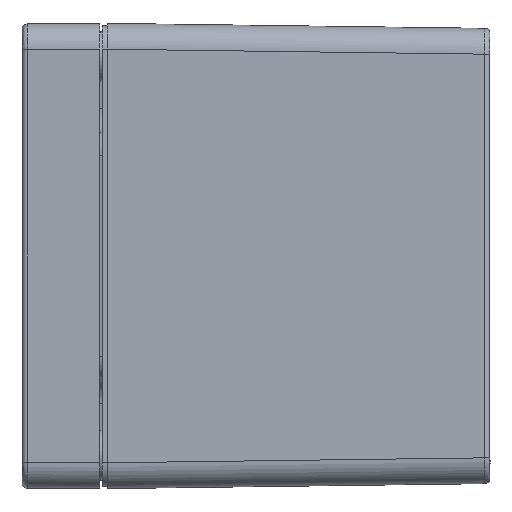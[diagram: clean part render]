
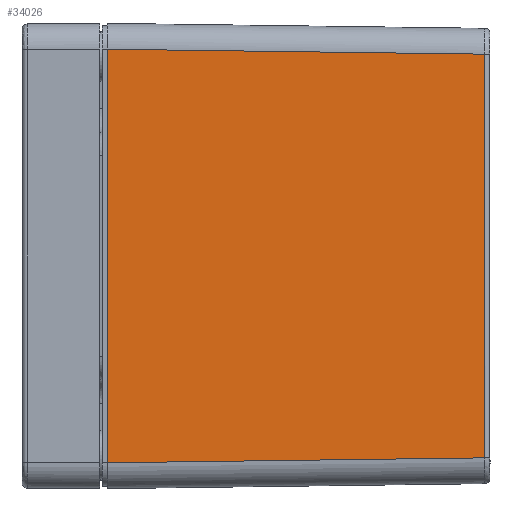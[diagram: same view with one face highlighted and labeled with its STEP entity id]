
A CAD part, left-side view. The second image highlights one B-rep face of the part: STEP entity #34026.
In plain terms, the highlighted planar face has unit normal (-1, -0.013, 0).
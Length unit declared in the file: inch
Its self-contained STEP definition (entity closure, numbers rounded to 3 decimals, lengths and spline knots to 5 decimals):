
#775 = VERTEX_POINT ( 'NONE', #4502 ) ;
#3079 = CARTESIAN_POINT ( 'NONE',  ( -0.50043, -0.03937, -0.47743 ) ) ;
#3611 = ORIENTED_EDGE ( 'NONE', *, *, #36573, .F. ) ;
#4502 = CARTESIAN_POINT ( 'NONE',  ( -0.50043, -0.03937, 2.86853 ) ) ;
#5165 = ORIENTED_EDGE ( 'NONE', *, *, #19748, .T. ) ;
#5215 = CARTESIAN_POINT ( 'NONE',  ( -0.4628, -2.9139, 2.8309 ) ) ;
#14550 = VECTOR ( 'NONE', #37666, 39.37008 ) ;
#16915 = LINE ( 'NONE', #29465, #14550 ) ;
#17028 = AXIS2_PLACEMENT_3D ( 'NONE', #30528, #25934, #49236 ) ;
#19748 = EDGE_CURVE ( 'NONE', #775, #30182, #50275, .T. ) ;
#22350 = PLANE ( 'NONE',  #17028 ) ;
#24792 = EDGE_CURVE ( 'NONE', #50333, #775, #32250, .T. ) ;
#25934 = DIRECTION ( 'NONE',  ( -1., -0.013, 0. ) ) ;
#27208 = EDGE_LOOP ( 'NONE', ( #3611, #48503, #5165, #32678 ) ) ;
#29465 = CARTESIAN_POINT ( 'NONE',  ( -0.4628, -2.9139, 0.4084 ) ) ;
#29573 = VECTOR ( 'NONE', #47878, 39.37008 ) ;
#30182 = VERTEX_POINT ( 'NONE', #35682 ) ;
#30528 = CARTESIAN_POINT ( 'NONE',  ( -0.50095, 0., -0.47743 ) ) ;
#32250 = LINE ( 'NONE', #48127, #29573 ) ;
#32678 = ORIENTED_EDGE ( 'NONE', *, *, #38830, .F. ) ;
#33252 = CARTESIAN_POINT ( 'NONE',  ( -0.50044, -0.03864, -0.28009 ) ) ;
#34026 = ADVANCED_FACE ( 'NONE', ( #37962 ), #22350, .T. ) ;
#35133 = VECTOR ( 'NONE', #37367, 39.37008 ) ;
#35682 = CARTESIAN_POINT ( 'NONE',  ( -0.50043, -0.03937, -0.28008 ) ) ;
#36245 = VECTOR ( 'NONE', #38244, 39.37008 ) ;
#36573 = EDGE_CURVE ( 'NONE', #50333, #48131, #16915, .T. ) ;
#37121 = LINE ( 'NONE', #33252, #35133 ) ;
#37367 = DIRECTION ( 'NONE',  ( -0.013, 1., -0.013 ) ) ;
#37666 = DIRECTION ( 'NONE',  ( 0., 0., -1. ) ) ;
#37962 = FACE_OUTER_BOUND ( 'NONE', #27208, .T. ) ;
#38244 = DIRECTION ( 'NONE',  ( 0., 0., -1. ) ) ;
#38830 = EDGE_CURVE ( 'NONE', #48131, #30182, #37121, .T. ) ;
#44113 = CARTESIAN_POINT ( 'NONE',  ( -0.4628, -2.9139, -0.24245 ) ) ;
#47878 = DIRECTION ( 'NONE',  ( -0.013, 1., 0.013 ) ) ;
#48127 = CARTESIAN_POINT ( 'NONE',  ( -0.4628, -2.9139, 2.8309 ) ) ;
#48131 = VERTEX_POINT ( 'NONE', #44113 ) ;
#48503 = ORIENTED_EDGE ( 'NONE', *, *, #24792, .T. ) ;
#49236 = DIRECTION ( 'NONE',  ( -0.013, 1., 0. ) ) ;
#50275 = LINE ( 'NONE', #3079, #36245 ) ;
#50333 = VERTEX_POINT ( 'NONE', #5215 ) ;
